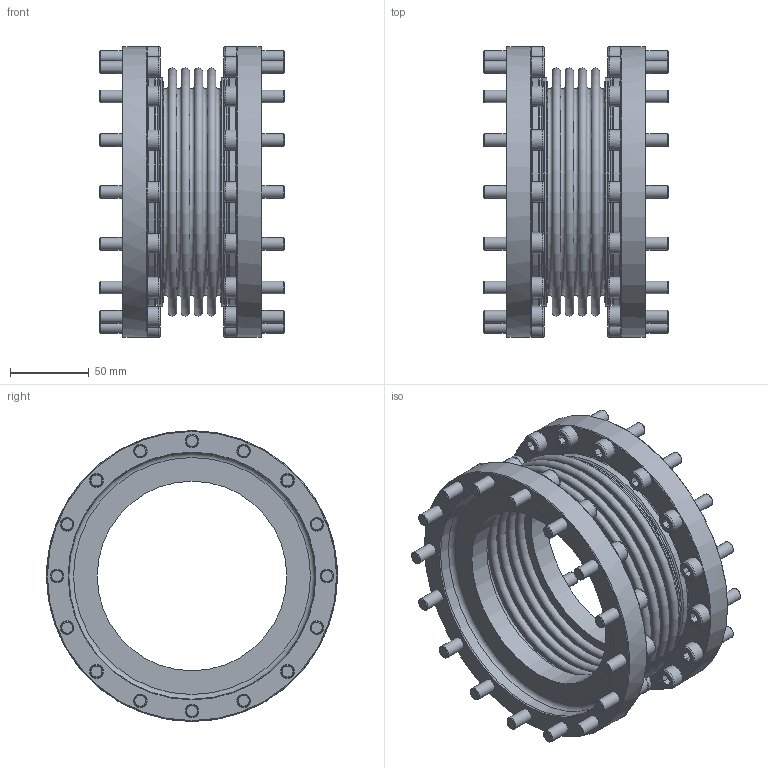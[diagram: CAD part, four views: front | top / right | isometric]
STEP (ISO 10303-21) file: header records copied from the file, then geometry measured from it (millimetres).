
FILE_DESCRIPTION(/* description */ ('Unknown'),/* implementation_level */ '2;1');
FILE_NAME(/* name */ 'KE 2000 - 4W',/* time_stamp */ '2021-03-29T14:54:05+02:00',/* author */ ('Unknown'),/* organization */ ('Unknown'),/* preprocessor_version */ 'ST-DEVELOPER v16.7',/* originating_system */ 'DEX',/* authorisation */ $);
FILE_SCHEMA (('AUTOMOTIVE_DESIGN {1 0 10303 214 3 1 1}'));
Length unit declared in the file: millimetre
Products named in the file (1): KE 2000 - 4W
Bounding box: 116.49 x 184 x 184 mm (x, y, z)
Volume: 529586.1 mm3; surface area: 285821.5 mm2
Topology: 1 solids, 1 shells, 778 faces, 1764 edges, 1074 vertices
Faces by surface type: plane 536, cylinder 108, cone 78, torus 56
Full cylindrical faces by diameter (mm): 8 x32, 8.6 x32, 13 x32, 120 x2, 144.6 x2, 145 x4, 156 x2, 184 x2
Entity records: 19226 total; most frequent: DIRECTION 3558, CARTESIAN_POINT 3131, ORIENTED_EDGE 2768, AXIS2_PLACEMENT_3D 1395, EDGE_CURVE 1384, FACE_BOUND 1140, EDGE_LOOP 1108, VERTEX_POINT 968
